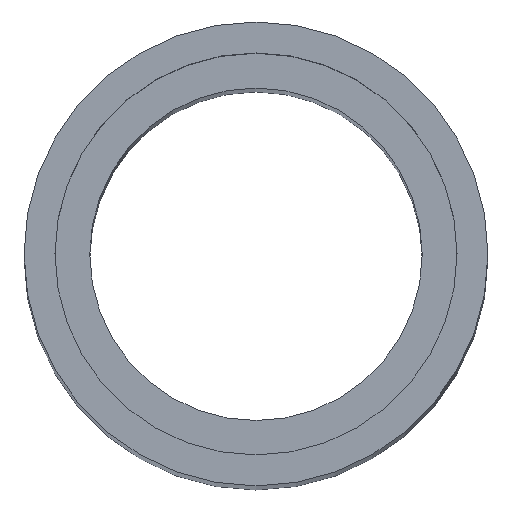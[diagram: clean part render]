
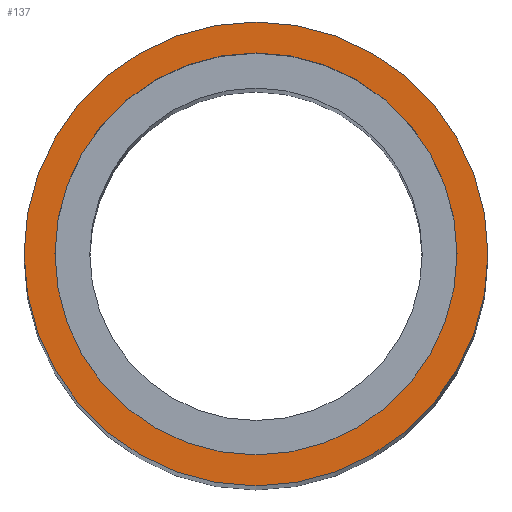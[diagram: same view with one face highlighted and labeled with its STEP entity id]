
A CAD part, top view. The second image highlights one B-rep face of the part: STEP entity #137.
In plain terms, the highlighted planar face has unit normal (0, 0, 1).
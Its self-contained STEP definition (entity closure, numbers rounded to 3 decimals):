
#12 = CIRCLE ( 'NONE', #155, 15. ) ;
#32 = VERTEX_POINT ( 'NONE', #64 ) ;
#35 = PLANE ( 'NONE',  #249 ) ;
#64 = CARTESIAN_POINT ( 'NONE',  ( 167.815, 83.319, 152.5 ) ) ;
#95 = FACE_OUTER_BOUND ( 'NONE', #300, .T. ) ;
#99 = EDGE_CURVE ( 'NONE', #32, #215, #12, .T. ) ;
#117 = DIRECTION ( 'NONE',  ( 1., 0., 0. ) ) ;
#121 = AXIS2_PLACEMENT_3D ( 'NONE', #388, #520, #395 ) ;
#128 = ORIENTED_EDGE ( 'NONE', *, *, #354, .T. ) ;
#133 = EDGE_CURVE ( 'NONE', #215, #32, #190, .T. ) ;
#137 = ADVANCED_FACE ( 'NONE', ( #307, #95 ), #35, .T. ) ;
#144 = AXIS2_PLACEMENT_3D ( 'NONE', #224, #263, #383 ) ;
#155 = AXIS2_PLACEMENT_3D ( 'NONE', #365, #279, #416 ) ;
#159 = CARTESIAN_POINT ( 'NONE',  ( 152.815, 83.319, 152.5 ) ) ;
#160 = DIRECTION ( 'NONE',  ( 0., 0., -1. ) ) ;
#167 = CARTESIAN_POINT ( 'NONE',  ( 165.815, 83.319, 152.5 ) ) ;
#190 = CIRCLE ( 'NONE', #193, 15. ) ;
#193 = AXIS2_PLACEMENT_3D ( 'NONE', #159, #160, #557 ) ;
#195 = ORIENTED_EDGE ( 'NONE', *, *, #514, .T. ) ;
#207 = CARTESIAN_POINT ( 'NONE',  ( 167.815, 83.319, 152.5 ) ) ;
#215 = VERTEX_POINT ( 'NONE', #508 ) ;
#222 = VERTEX_POINT ( 'NONE', #248 ) ;
#224 = CARTESIAN_POINT ( 'NONE',  ( 152.815, 83.319, 152.5 ) ) ;
#229 = ORIENTED_EDGE ( 'NONE', *, *, #99, .F. ) ;
#248 = CARTESIAN_POINT ( 'NONE',  ( 139.815, 83.319, 152.5 ) ) ;
#249 = AXIS2_PLACEMENT_3D ( 'NONE', #207, #250, #117 ) ;
#250 = DIRECTION ( 'NONE',  ( 0., 0., 1. ) ) ;
#257 = CIRCLE ( 'NONE', #144, 13. ) ;
#263 = DIRECTION ( 'NONE',  ( 0., 0., -1. ) ) ;
#275 = VERTEX_POINT ( 'NONE', #167 ) ;
#279 = DIRECTION ( 'NONE',  ( 0., 0., -1. ) ) ;
#296 = CIRCLE ( 'NONE', #121, 13. ) ;
#300 = EDGE_LOOP ( 'NONE', ( #229, #447 ) ) ;
#307 = FACE_BOUND ( 'NONE', #567, .T. ) ;
#354 = EDGE_CURVE ( 'NONE', #275, #222, #257, .T. ) ;
#365 = CARTESIAN_POINT ( 'NONE',  ( 152.815, 83.319, 152.5 ) ) ;
#383 = DIRECTION ( 'NONE',  ( -1., 0., 0. ) ) ;
#388 = CARTESIAN_POINT ( 'NONE',  ( 152.815, 83.319, 152.5 ) ) ;
#395 = DIRECTION ( 'NONE',  ( -1., 0., 0. ) ) ;
#416 = DIRECTION ( 'NONE',  ( 1., 0., 0. ) ) ;
#447 = ORIENTED_EDGE ( 'NONE', *, *, #133, .F. ) ;
#508 = CARTESIAN_POINT ( 'NONE',  ( 137.815, 83.319, 152.5 ) ) ;
#514 = EDGE_CURVE ( 'NONE', #222, #275, #296, .T. ) ;
#520 = DIRECTION ( 'NONE',  ( 0., 0., -1. ) ) ;
#557 = DIRECTION ( 'NONE',  ( 1., 0., 0. ) ) ;
#567 = EDGE_LOOP ( 'NONE', ( #195, #128 ) ) ;
